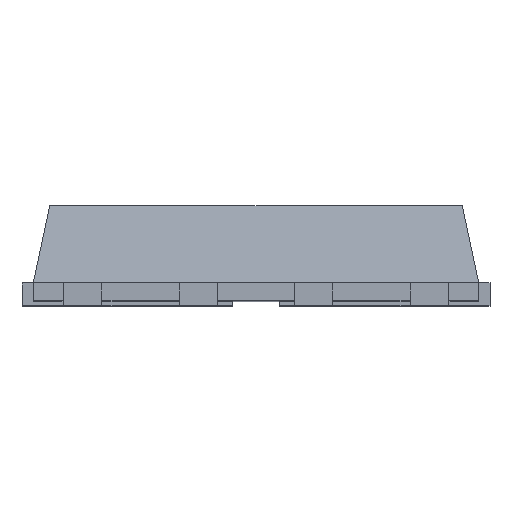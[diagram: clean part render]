
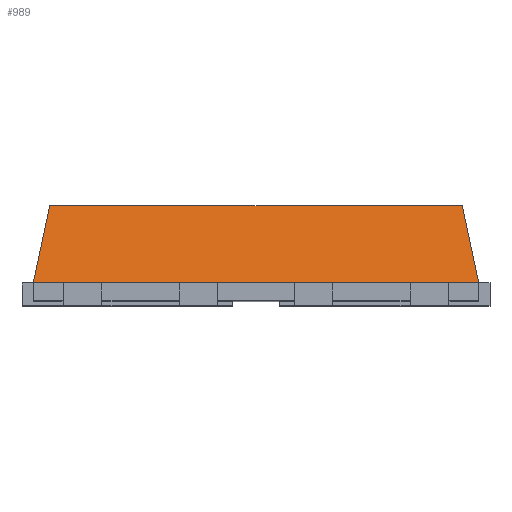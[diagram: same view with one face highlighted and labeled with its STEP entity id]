
A CAD part, top view. The second image highlights one B-rep face of the part: STEP entity #989.
In plain terms, the highlighted planar face has unit normal (0, 0.208, 0.978).
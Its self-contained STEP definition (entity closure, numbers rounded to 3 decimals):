
#57 = DIRECTION ( 'NONE',  ( 0.204, -0.958, 0.204 ) ) ;
#145 = CARTESIAN_POINT ( 'NONE',  ( -2.45, 0.25, 2.949 ) ) ;
#223 = EDGE_CURVE ( 'NONE', #1275, #2637, #1246, .T. ) ;
#281 = VECTOR ( 'NONE', #3212, 1000. ) ;
#346 = PLANE ( 'NONE',  #2517 ) ;
#440 = ORIENTED_EDGE ( 'NONE', *, *, #1880, .T. ) ;
#453 = VECTOR ( 'NONE', #1015, 1000. ) ;
#989 = ADVANCED_FACE ( 'NONE', ( #2080 ), #346, .T. ) ;
#1004 = CARTESIAN_POINT ( 'NONE',  ( -2.45, 0.25, 2.949 ) ) ;
#1015 = DIRECTION ( 'NONE',  ( 1., 0., 0. ) ) ;
#1054 = CARTESIAN_POINT ( 'NONE',  ( 2.269, 1.1, 2.768 ) ) ;
#1224 = LINE ( 'NONE', #2976, #2367 ) ;
#1246 = LINE ( 'NONE', #3007, #453 ) ;
#1275 = VERTEX_POINT ( 'NONE', #145 ) ;
#1294 = DIRECTION ( 'NONE',  ( -0.204, -0.958, 0.204 ) ) ;
#1352 = ORIENTED_EDGE ( 'NONE', *, *, #223, .T. ) ;
#1374 = EDGE_LOOP ( 'NONE', ( #3616, #3708, #440, #1352 ) ) ;
#1393 = CARTESIAN_POINT ( 'NONE',  ( 2.45, 0.25, 2.949 ) ) ;
#1426 = VERTEX_POINT ( 'NONE', #3402 ) ;
#1441 = CARTESIAN_POINT ( 'NONE',  ( 0., 1.1, 2.768 ) ) ;
#1511 = EDGE_CURVE ( 'NONE', #1426, #3251, #2050, .T. ) ;
#1880 = EDGE_CURVE ( 'NONE', #1426, #1275, #1224, .T. ) ;
#2050 = LINE ( 'NONE', #1441, #281 ) ;
#2080 = FACE_OUTER_BOUND ( 'NONE', #1374, .T. ) ;
#2249 = VECTOR ( 'NONE', #57, 1000. ) ;
#2367 = VECTOR ( 'NONE', #1294, 1000. ) ;
#2471 = DIRECTION ( 'NONE',  ( 0., 0.208, 0.978 ) ) ;
#2517 = AXIS2_PLACEMENT_3D ( 'NONE', #1004, #2471, #3686 ) ;
#2592 = EDGE_CURVE ( 'NONE', #3251, #2637, #2720, .T. ) ;
#2631 = CARTESIAN_POINT ( 'NONE',  ( 2.269, 1.1, 2.768 ) ) ;
#2637 = VERTEX_POINT ( 'NONE', #1393 ) ;
#2720 = LINE ( 'NONE', #2631, #2249 ) ;
#2976 = CARTESIAN_POINT ( 'NONE',  ( -2.269, 1.1, 2.768 ) ) ;
#3007 = CARTESIAN_POINT ( 'NONE',  ( -2.45, 0.25, 2.949 ) ) ;
#3212 = DIRECTION ( 'NONE',  ( 1., 0., 0. ) ) ;
#3251 = VERTEX_POINT ( 'NONE', #1054 ) ;
#3402 = CARTESIAN_POINT ( 'NONE',  ( -2.269, 1.1, 2.768 ) ) ;
#3616 = ORIENTED_EDGE ( 'NONE', *, *, #2592, .F. ) ;
#3686 = DIRECTION ( 'NONE',  ( 0., -0.978, 0.208 ) ) ;
#3708 = ORIENTED_EDGE ( 'NONE', *, *, #1511, .F. ) ;
